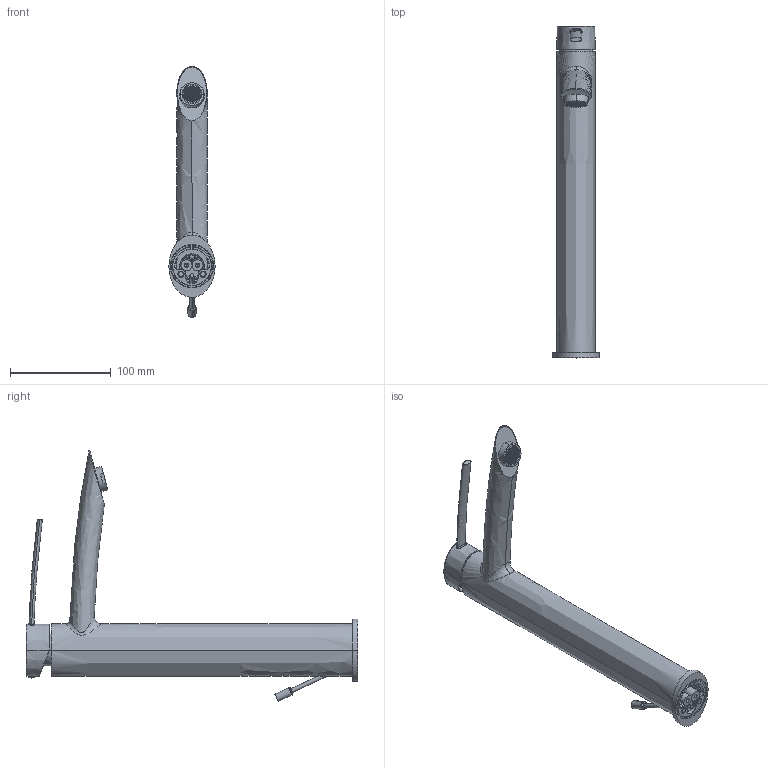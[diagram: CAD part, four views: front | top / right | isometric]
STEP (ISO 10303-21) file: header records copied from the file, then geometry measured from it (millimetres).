
FILE_DESCRIPTION((''),'2;1');
FILE_NAME('BR085CR','2021-11-11T16:05:21',('ut3'),('PAFFONI SpA'),'CREO PARAMETRIC BY PTC INC, 2020044','CREO PARAMETRIC BY PTC INC, 2020044','');
FILE_SCHEMA(('CONFIG_CONTROL_DESIGN','SHAPE_APPEARANCE_LAYERS_GROUPS'));
Products named in the file (1): BR085CR
Bounding box: 46 x 330.2 x 249.53 mm (x, y, z)
Volume: 253235.6 mm3; surface area: 167051.4 mm2
Topology: 4 solids, 7 shells, 2669 faces, 7613 edges, 4928 vertices
Faces by surface type: plane 1962, cylinder 387, cone 114, torus 95, bspline 76, sphere 18, extrusion 9, revolution 8
Entity records: 118769 total; most frequent: CARTESIAN_POINT 24419, ORIENTED_EDGE 15182, DIRECTION 14156, EDGE_CURVE 7591, VECTOR 4978, LINE 4969, VERTEX_POINT 4928, AXIS2_PLACEMENT_3D 4585
